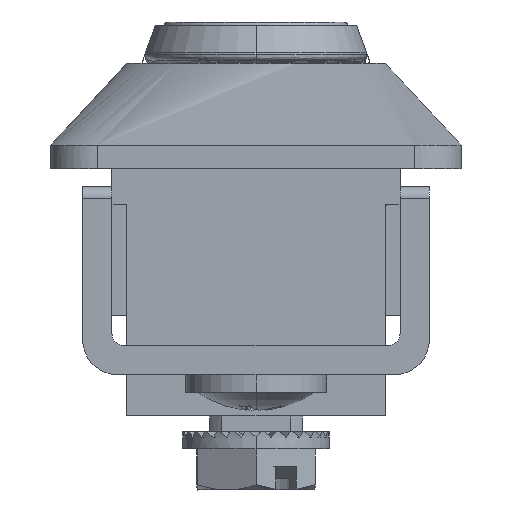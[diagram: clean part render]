
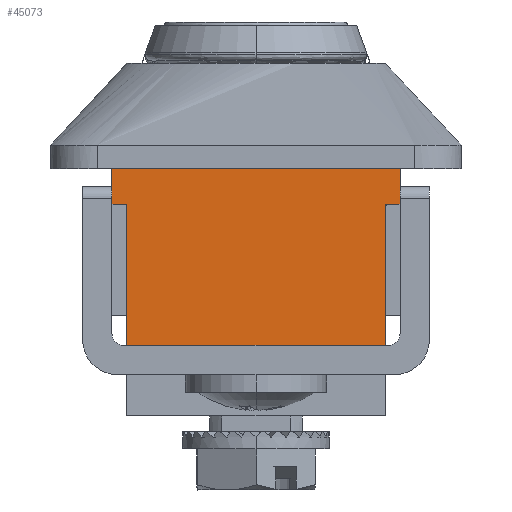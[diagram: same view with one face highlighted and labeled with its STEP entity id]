
A CAD part, left-side view. The second image highlights one B-rep face of the part: STEP entity #45073.
In plain terms, the highlighted planar face has unit normal (-1, 0, 0).
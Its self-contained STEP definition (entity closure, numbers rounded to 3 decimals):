
#546 = EDGE_CURVE ( 'NONE', #8194, #40576, #1732, .T. ) ;
#683 = VECTOR ( 'NONE', #39028, 1000. ) ;
#950 = EDGE_CURVE ( 'NONE', #40986, #33646, #41757, .T. ) ;
#1072 = ORIENTED_EDGE ( 'NONE', *, *, #14881, .F. ) ;
#1275 = EDGE_CURVE ( 'NONE', #8194, #29720, #35769, .T. ) ;
#1553 = EDGE_CURVE ( 'NONE', #29720, #42257, #31861, .T. ) ;
#1690 = EDGE_CURVE ( 'NONE', #28060, #38724, #30055, .T. ) ;
#1732 = LINE ( 'NONE', #39073, #683 ) ;
#3181 = ORIENTED_EDGE ( 'NONE', *, *, #1553, .T. ) ;
#3721 = FACE_OUTER_BOUND ( 'NONE', #35860, .T. ) ;
#3995 = CARTESIAN_POINT ( 'NONE',  ( -73.75, 11., 304.058 ) ) ;
#6061 = DIRECTION ( 'NONE',  ( 0., 1., 0. ) ) ;
#6442 = CARTESIAN_POINT ( 'NONE',  ( -73.75, 11., -12. ) ) ;
#7640 = PLANE ( 'NONE',  #41639 ) ;
#8194 = VERTEX_POINT ( 'NONE', #31461 ) ;
#10485 = DIRECTION ( 'NONE',  ( 0., 0., -1. ) ) ;
#11197 = CARTESIAN_POINT ( 'NONE',  ( -73.75, 11., -24. ) ) ;
#11228 = CARTESIAN_POINT ( 'NONE',  ( -73.75, 11., 133.529 ) ) ;
#11300 = DIRECTION ( 'NONE',  ( 1., 0., 0. ) ) ;
#11539 = DIRECTION ( 'NONE',  ( 0., 1., 0. ) ) ;
#12955 = LINE ( 'NONE', #14175, #13257 ) ;
#13019 = CARTESIAN_POINT ( 'NONE',  ( -73.75, -11., -12. ) ) ;
#13257 = VECTOR ( 'NONE', #14165, 1000. ) ;
#14165 = DIRECTION ( 'NONE',  ( 0., -1., 0. ) ) ;
#14175 = CARTESIAN_POINT ( 'NONE',  ( -73.75, -9.75, -12. ) ) ;
#14314 = DIRECTION ( 'NONE',  ( 0., 0., -1. ) ) ;
#14380 = CARTESIAN_POINT ( 'NONE',  ( -73.75, 12.25, 323.058 ) ) ;
#14881 = EDGE_CURVE ( 'NONE', #33646, #38724, #40506, .T. ) ;
#17212 = EDGE_CURVE ( 'NONE', #28060, #42257, #29591, .T. ) ;
#20459 = EDGE_CURVE ( 'NONE', #40986, #40576, #12955, .T. ) ;
#20737 = CARTESIAN_POINT ( 'NONE',  ( -73.75, -12.25, -12. ) ) ;
#21078 = CARTESIAN_POINT ( 'NONE',  ( -73.75, -13.5, -9. ) ) ;
#21358 = DIRECTION ( 'NONE',  ( 0., 1., 0. ) ) ;
#23599 = ORIENTED_EDGE ( 'NONE', *, *, #1275, .T. ) ;
#23968 = CARTESIAN_POINT ( 'NONE',  ( -73.75, 12.25, -9. ) ) ;
#26364 = CARTESIAN_POINT ( 'NONE',  ( -73.75, -11., -24. ) ) ;
#27681 = ORIENTED_EDGE ( 'NONE', *, *, #950, .F. ) ;
#28060 = VERTEX_POINT ( 'NONE', #29885 ) ;
#29301 = DIRECTION ( 'NONE',  ( 0., 0., -1. ) ) ;
#29466 = CARTESIAN_POINT ( 'NONE',  ( -73.75, -11., 304.058 ) ) ;
#29550 = VECTOR ( 'NONE', #10485, 1000. ) ;
#29591 = LINE ( 'NONE', #6442, #29886 ) ;
#29720 = VERTEX_POINT ( 'NONE', #23968 ) ;
#29885 = CARTESIAN_POINT ( 'NONE',  ( -73.75, 11., -12. ) ) ;
#29886 = VECTOR ( 'NONE', #6061, 1000. ) ;
#30055 = LINE ( 'NONE', #11228, #29550 ) ;
#31401 = CARTESIAN_POINT ( 'NONE',  ( -73.75, 12.25, -12. ) ) ;
#31461 = CARTESIAN_POINT ( 'NONE',  ( -73.75, -12.25, -9. ) ) ;
#31677 = VECTOR ( 'NONE', #14314, 1000. ) ;
#31861 = LINE ( 'NONE', #14380, #31677 ) ;
#32430 = ORIENTED_EDGE ( 'NONE', *, *, #20459, .T. ) ;
#33646 = VERTEX_POINT ( 'NONE', #26364 ) ;
#35688 = VECTOR ( 'NONE', #21358, 1000. ) ;
#35769 = LINE ( 'NONE', #21078, #35688 ) ;
#35860 = EDGE_LOOP ( 'NONE', ( #27681, #32430, #42565, #23599, #3181, #42519, #45565, #1072 ) ) ;
#36563 = DIRECTION ( 'NONE',  ( 0., 1., 0. ) ) ;
#38724 = VERTEX_POINT ( 'NONE', #42249 ) ;
#39028 = DIRECTION ( 'NONE',  ( 0., 0., -1. ) ) ;
#39073 = CARTESIAN_POINT ( 'NONE',  ( -73.75, -12.25, 304.058 ) ) ;
#40464 = VECTOR ( 'NONE', #11539, 1000. ) ;
#40506 = LINE ( 'NONE', #11197, #40464 ) ;
#40576 = VERTEX_POINT ( 'NONE', #20737 ) ;
#40986 = VERTEX_POINT ( 'NONE', #13019 ) ;
#41639 = AXIS2_PLACEMENT_3D ( 'NONE', #3995, #11300, #36563 ) ;
#41711 = VECTOR ( 'NONE', #29301, 1000. ) ;
#41757 = LINE ( 'NONE', #29466, #41711 ) ;
#42249 = CARTESIAN_POINT ( 'NONE',  ( -73.75, 11., -24. ) ) ;
#42257 = VERTEX_POINT ( 'NONE', #31401 ) ;
#42519 = ORIENTED_EDGE ( 'NONE', *, *, #17212, .F. ) ;
#42565 = ORIENTED_EDGE ( 'NONE', *, *, #546, .F. ) ;
#45073 = ADVANCED_FACE ( 'NONE', ( #3721 ), #7640, .F. ) ;
#45565 = ORIENTED_EDGE ( 'NONE', *, *, #1690, .T. ) ;
